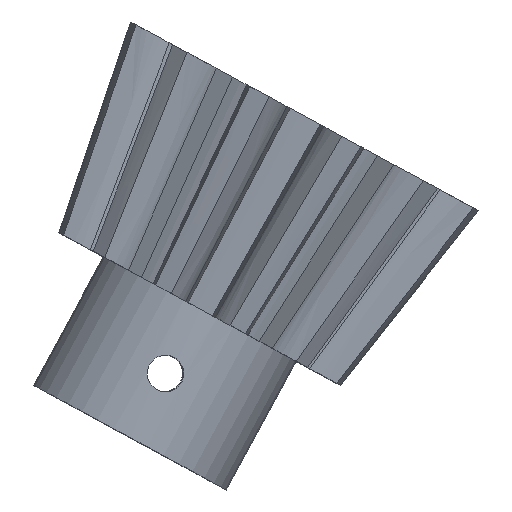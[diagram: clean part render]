
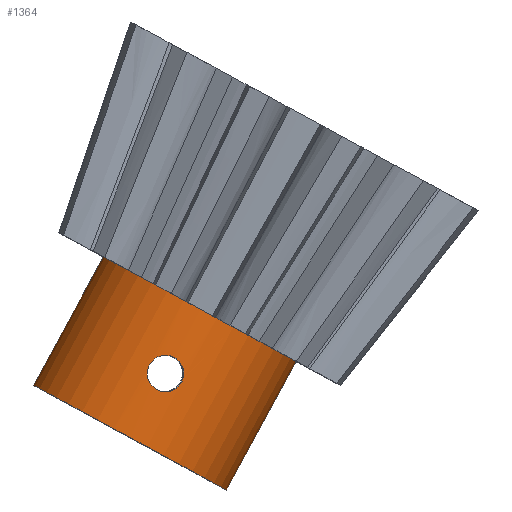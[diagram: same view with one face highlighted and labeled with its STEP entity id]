
A CAD part, top view. The second image highlights one B-rep face of the part: STEP entity #1364.
In plain terms, the highlighted cylindrical face has radius 3 mm (diameter 6 mm), a full revolution.
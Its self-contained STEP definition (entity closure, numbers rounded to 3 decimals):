
#98=FACE_BOUND('',#215,.T.);
#99=FACE_BOUND('',#216,.T.);
#105=CIRCLE('',#1460,3.);
#106=CIRCLE('',#1461,3.);
#135=FACE_OUTER_BOUND('',#214,.T.);
#214=EDGE_LOOP('',(#906,#907,#908,#909));
#215=EDGE_LOOP('',(#910,#911));
#216=EDGE_LOOP('',(#912,#913));
#300=LINE('',#1778,#304);
#304=VECTOR('',#1522,3.);
#306=B_SPLINE_CURVE_WITH_KNOTS('',3,(#1620,#1621,#1622,#1623,#1624,#1625,
#1626,#1627,#1628,#1629,#1630,#1631,#1632,#1633,#1634,#1635,#1636,#1637,
#1638,#1639,#1640,#1641,#1642,#1643,#1644,#1645,#1646),.UNSPECIFIED.,.F.,
 .F.,(4,2,2,2,2,2,2,2,3,2,2,2,4),(0.151,0.17,0.189,
0.208,0.226,0.245,0.264,0.283,
0.302,0.321,0.34,0.359,
0.377),.UNSPECIFIED.);
#307=B_SPLINE_CURVE_WITH_KNOTS('',3,(#1647,#1648,#1649,#1650,#1651,#1652,
#1653,#1654,#1655,#1656),.UNSPECIFIED.,.F.,.F.,(4,2,2,2,4),(0.377,
0.396,0.415,0.434,0.453),
 .UNSPECIFIED.);
#312=B_SPLINE_CURVE_WITH_KNOTS('',3,(#1738,#1739,#1740,#1741,#1742,#1743,
#1744,#1745,#1746,#1747,#1748,#1749,#1750,#1751,#1752,#1753,#1754,#1755,
#1756,#1757,#1758,#1759,#1760,#1761,#1762,#1763),.UNSPECIFIED.,.F.,.F.,
(4,2,2,2,2,2,2,2,2,2,2,2,4),(0.,0.019,0.038,0.057,
0.075,0.094,0.113,0.132,
0.151,0.17,0.189,0.208,
0.226),.UNSPECIFIED.);
#313=B_SPLINE_CURVE_WITH_KNOTS('',3,(#1764,#1765,#1766,#1767,#1768,#1769,
#1770,#1771,#1772,#1773),.UNSPECIFIED.,.F.,.F.,(4,2,2,2,4),(0.226,
0.245,0.264,0.283,0.302),
 .UNSPECIFIED.);
#506=VERTEX_POINT('',#1618);
#507=VERTEX_POINT('',#1619);
#512=VERTEX_POINT('',#1735);
#513=VERTEX_POINT('',#1737);
#514=VERTEX_POINT('',#1775);
#515=VERTEX_POINT('',#1777);
#662=EDGE_CURVE('',#506,#507,#306,.T.);
#663=EDGE_CURVE('',#507,#506,#307,.T.);
#670=EDGE_CURVE('',#513,#512,#312,.T.);
#671=EDGE_CURVE('',#512,#513,#313,.T.);
#672=EDGE_CURVE('',#514,#514,#105,.T.);
#673=EDGE_CURVE('',#514,#515,#300,.T.);
#674=EDGE_CURVE('',#515,#515,#106,.T.);
#906=ORIENTED_EDGE('',*,*,#672,.F.);
#907=ORIENTED_EDGE('',*,*,#673,.T.);
#908=ORIENTED_EDGE('',*,*,#674,.F.);
#909=ORIENTED_EDGE('',*,*,#673,.F.);
#910=ORIENTED_EDGE('',*,*,#670,.T.);
#911=ORIENTED_EDGE('',*,*,#671,.T.);
#912=ORIENTED_EDGE('',*,*,#662,.T.);
#913=ORIENTED_EDGE('',*,*,#663,.T.);
#1360=CYLINDRICAL_SURFACE('',#1459,3.);
#1364=ADVANCED_FACE('',(#135,#98,#99),#1360,.T.);
#1459=AXIS2_PLACEMENT_3D('',#1774,#1518,#1519);
#1460=AXIS2_PLACEMENT_3D('',#1776,#1520,#1521);
#1461=AXIS2_PLACEMENT_3D('',#1779,#1523,#1524);
#1518=DIRECTION('center_axis',(0.148,0.,0.989));
#1519=DIRECTION('ref_axis',(0.955,0.259,-0.143));
#1520=DIRECTION('center_axis',(0.148,0.,0.989));
#1521=DIRECTION('ref_axis',(0.989,0.,-0.148));
#1522=DIRECTION('',(-0.148,0.,-0.989));
#1523=DIRECTION('center_axis',(-0.148,0.,
-0.989));
#1524=DIRECTION('ref_axis',(0.955,0.259,-0.143));
#1618=CARTESIAN_POINT('',(2.549,-2.728,8.933));
#1619=CARTESIAN_POINT('',(2.156,-2.898,9.497));
#1620=CARTESIAN_POINT('Ctrl Pts',(2.549,-2.728,8.933));
#1621=CARTESIAN_POINT('Ctrl Pts',(2.539,-2.728,8.871));
#1622=CARTESIAN_POINT('Ctrl Pts',(2.518,-2.733,8.806));
#1623=CARTESIAN_POINT('Ctrl Pts',(2.453,-2.754,8.691));
#1624=CARTESIAN_POINT('Ctrl Pts',(2.409,-2.77,8.641));
#1625=CARTESIAN_POINT('Ctrl Pts',(2.314,-2.803,8.566));
#1626=CARTESIAN_POINT('Ctrl Pts',(2.256,-2.823,8.535));
#1627=CARTESIAN_POINT('Ctrl Pts',(2.133,-2.862,8.502));
#1628=CARTESIAN_POINT('Ctrl Pts',(2.068,-2.881,8.499));
#1629=CARTESIAN_POINT('Ctrl Pts',(1.948,-2.914,8.517));
#1630=CARTESIAN_POINT('Ctrl Pts',(1.885,-2.929,8.54));
#1631=CARTESIAN_POINT('Ctrl Pts',(1.773,-2.954,8.608));
#1632=CARTESIAN_POINT('Ctrl Pts',(1.723,-2.963,8.654));
#1633=CARTESIAN_POINT('Ctrl Pts',(1.649,-2.975,8.755));
#1634=CARTESIAN_POINT('Ctrl Pts',(1.619,-2.98,8.816));
#1635=CARTESIAN_POINT('Ctrl Pts',(1.587,-2.986,8.946));
#1636=CARTESIAN_POINT('Ctrl Pts',(1.584,-2.987,9.014));
#1637=CARTESIAN_POINT('Ctrl Pts',(1.594,-2.987,9.076));
#1638=CARTESIAN_POINT('Ctrl Pts',(1.603,-2.987,9.138));
#1639=CARTESIAN_POINT('Ctrl Pts',(1.625,-2.986,9.203));
#1640=CARTESIAN_POINT('Ctrl Pts',(1.694,-2.98,9.317));
#1641=CARTESIAN_POINT('Ctrl Pts',(1.741,-2.975,9.367));
#1642=CARTESIAN_POINT('Ctrl Pts',(1.841,-2.963,9.441));
#1643=CARTESIAN_POINT('Ctrl Pts',(1.902,-2.954,9.471));
#1644=CARTESIAN_POINT('Ctrl Pts',(2.029,-2.929,9.504));
#1645=CARTESIAN_POINT('Ctrl Pts',(2.096,-2.914,9.506));
#1646=CARTESIAN_POINT('Ctrl Pts',(2.156,-2.898,9.497));
#1647=CARTESIAN_POINT('Ctrl Pts',(2.156,-2.898,9.497));
#1648=CARTESIAN_POINT('Ctrl Pts',(2.216,-2.881,9.488));
#1649=CARTESIAN_POINT('Ctrl Pts',(2.278,-2.862,9.466));
#1650=CARTESIAN_POINT('Ctrl Pts',(2.386,-2.823,9.398));
#1651=CARTESIAN_POINT('Ctrl Pts',(2.432,-2.803,9.353));
#1652=CARTESIAN_POINT('Ctrl Pts',(2.501,-2.77,9.253));
#1653=CARTESIAN_POINT('Ctrl Pts',(2.528,-2.754,9.192));
#1654=CARTESIAN_POINT('Ctrl Pts',(2.557,-2.733,9.063));
#1655=CARTESIAN_POINT('Ctrl Pts',(2.558,-2.728,8.995));
#1656=CARTESIAN_POINT('Ctrl Pts',(2.549,-2.728,8.933));
#1735=CARTESIAN_POINT('',(0.62,2.898,9.728));
#1737=CARTESIAN_POINT('',(0.079,2.728,9.303));
#1738=CARTESIAN_POINT('Ctrl Pts',(0.079,2.728,9.303));
#1739=CARTESIAN_POINT('Ctrl Pts',(0.07,2.728,9.241));
#1740=CARTESIAN_POINT('Ctrl Pts',(0.071,2.733,9.173));
#1741=CARTESIAN_POINT('Ctrl Pts',(0.1,2.754,9.044));
#1742=CARTESIAN_POINT('Ctrl Pts',(0.127,2.77,8.983));
#1743=CARTESIAN_POINT('Ctrl Pts',(0.196,2.803,8.883));
#1744=CARTESIAN_POINT('Ctrl Pts',(0.242,2.823,8.838));
#1745=CARTESIAN_POINT('Ctrl Pts',(0.35,2.862,8.77));
#1746=CARTESIAN_POINT('Ctrl Pts',(0.412,2.881,8.748));
#1747=CARTESIAN_POINT('Ctrl Pts',(0.532,2.914,8.73));
#1748=CARTESIAN_POINT('Ctrl Pts',(0.598,2.929,8.732));
#1749=CARTESIAN_POINT('Ctrl Pts',(0.726,2.954,8.765));
#1750=CARTESIAN_POINT('Ctrl Pts',(0.787,2.963,8.795));
#1751=CARTESIAN_POINT('Ctrl Pts',(0.887,2.975,8.869));
#1752=CARTESIAN_POINT('Ctrl Pts',(0.934,2.98,8.919));
#1753=CARTESIAN_POINT('Ctrl Pts',(1.003,2.986,9.033));
#1754=CARTESIAN_POINT('Ctrl Pts',(1.025,2.987,9.098));
#1755=CARTESIAN_POINT('Ctrl Pts',(1.044,2.987,9.222));
#1756=CARTESIAN_POINT('Ctrl Pts',(1.041,2.986,9.29));
#1757=CARTESIAN_POINT('Ctrl Pts',(1.009,2.98,9.42));
#1758=CARTESIAN_POINT('Ctrl Pts',(0.979,2.975,9.481));
#1759=CARTESIAN_POINT('Ctrl Pts',(0.905,2.963,9.582));
#1760=CARTESIAN_POINT('Ctrl Pts',(0.855,2.954,9.628));
#1761=CARTESIAN_POINT('Ctrl Pts',(0.743,2.929,9.696));
#1762=CARTESIAN_POINT('Ctrl Pts',(0.68,2.914,9.719));
#1763=CARTESIAN_POINT('Ctrl Pts',(0.62,2.898,9.728));
#1764=CARTESIAN_POINT('Ctrl Pts',(0.62,2.898,9.728));
#1765=CARTESIAN_POINT('Ctrl Pts',(0.56,2.881,9.737));
#1766=CARTESIAN_POINT('Ctrl Pts',(0.495,2.862,9.734));
#1767=CARTESIAN_POINT('Ctrl Pts',(0.372,2.823,9.701));
#1768=CARTESIAN_POINT('Ctrl Pts',(0.314,2.803,9.67));
#1769=CARTESIAN_POINT('Ctrl Pts',(0.219,2.77,9.595));
#1770=CARTESIAN_POINT('Ctrl Pts',(0.175,2.754,9.545));
#1771=CARTESIAN_POINT('Ctrl Pts',(0.11,2.733,9.43));
#1772=CARTESIAN_POINT('Ctrl Pts',(0.089,2.728,9.365));
#1773=CARTESIAN_POINT('Ctrl Pts',(0.079,2.728,9.303));
#1774=CARTESIAN_POINT('Origin',(1.314,0.,
9.118));
#1775=CARTESIAN_POINT('',(-1.255,-0.776,11.526));
#1776=CARTESIAN_POINT('Origin',(1.611,0.,
11.096));
#1777=CARTESIAN_POINT('',(-1.848,-0.776,7.57));
#1778=CARTESIAN_POINT('',(-1.552,-0.776,9.548));
#1779=CARTESIAN_POINT('Origin',(1.017,0.,
7.14));
